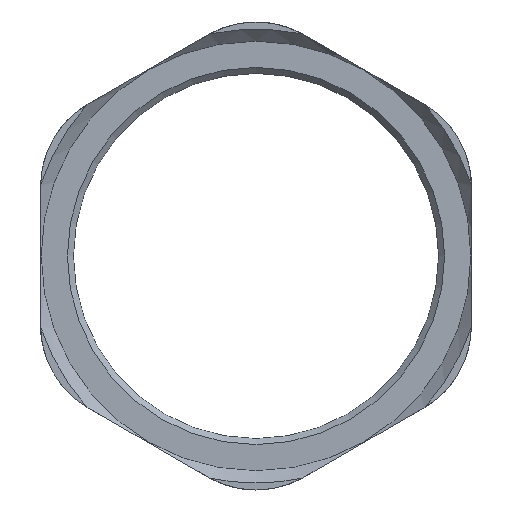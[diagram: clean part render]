
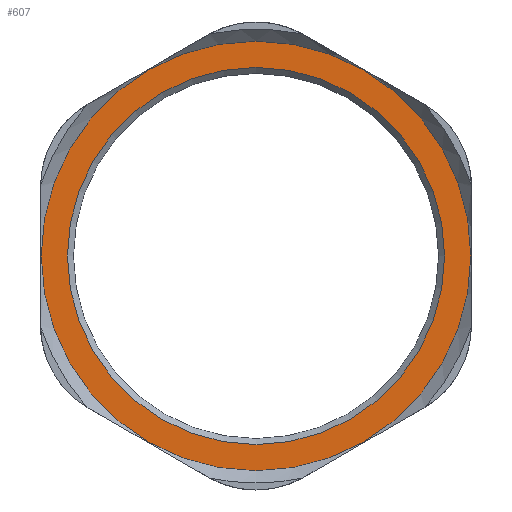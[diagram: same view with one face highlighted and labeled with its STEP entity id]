
A CAD part, front view. The second image highlights one B-rep face of the part: STEP entity #607.
In plain terms, the highlighted planar face has unit normal (0, -1, 0).
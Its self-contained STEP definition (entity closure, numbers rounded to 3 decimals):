
#87=FACE_BOUND('',#143,.T.);
#89=PLANE('',#660);
#112=FACE_OUTER_BOUND('',#142,.T.);
#142=EDGE_LOOP('',(#396));
#143=EDGE_LOOP('',(#397));
#217=CIRCLE('',#657,15.75);
#219=CIRCLE('',#661,17.947);
#241=VERTEX_POINT('',#884);
#243=VERTEX_POINT('',#892);
#302=EDGE_CURVE('',#241,#241,#217,.T.);
#305=EDGE_CURVE('',#243,#243,#219,.T.);
#396=ORIENTED_EDGE('',*,*,#305,.T.);
#397=ORIENTED_EDGE('',*,*,#302,.F.);
#607=ADVANCED_FACE('',(#112,#87),#89,.F.);
#657=AXIS2_PLACEMENT_3D('',#886,#729,#730);
#660=AXIS2_PLACEMENT_3D('',#891,#736,#737);
#661=AXIS2_PLACEMENT_3D('',#893,#738,#739);
#729=DIRECTION('center_axis',(0.,-1.,0.));
#730=DIRECTION('ref_axis',(1.,0.,0.));
#736=DIRECTION('center_axis',(0.,1.,0.));
#737=DIRECTION('ref_axis',(0.,0.,1.));
#738=DIRECTION('center_axis',(0.,-1.,0.));
#739=DIRECTION('ref_axis',(1.,0.,0.));
#884=CARTESIAN_POINT('',(-15.75,-4.5,0.));
#886=CARTESIAN_POINT('Origin',(0.,-4.5,0.));
#891=CARTESIAN_POINT('Origin',(0.,-4.5,17.947));
#892=CARTESIAN_POINT('',(0.,-4.5,-17.947));
#893=CARTESIAN_POINT('Origin',(0.,-4.5,0.));
